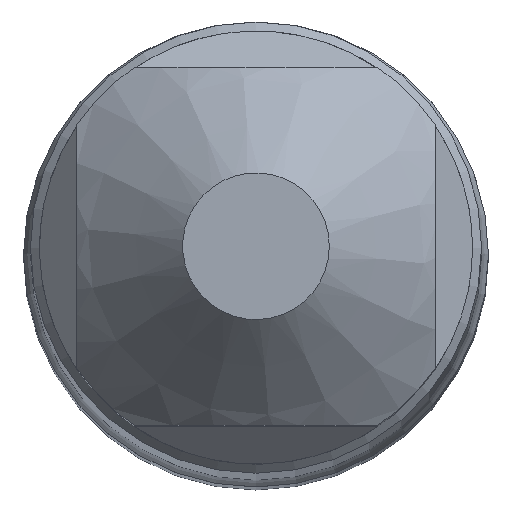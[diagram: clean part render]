
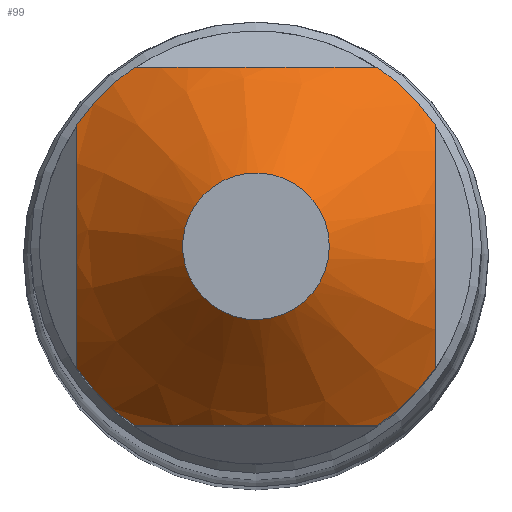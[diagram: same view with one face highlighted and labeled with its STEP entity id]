
A CAD part, top view. The second image highlights one B-rep face of the part: STEP entity #99.
In plain terms, the highlighted conical face has half-angle 45 degrees and reference radius 0.512 mm.
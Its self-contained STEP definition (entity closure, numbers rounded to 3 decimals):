
#94=CONICAL_SURFACE('',#362,0.512,45.);
#99=ADVANCED_FACE('',(#124,#125),#94,.T.);
#124=FACE_BOUND('',#142,.T.);
#125=FACE_BOUND('',#143,.T.);
#142=EDGE_LOOP('',(#170));
#143=EDGE_LOOP('',(#171,#172,#173,#174,#175,#176,#177,#178));
#170=ORIENTED_EDGE('',*,*,#262,.F.);
#171=ORIENTED_EDGE('',*,*,#263,.T.);
#172=ORIENTED_EDGE('',*,*,#264,.T.);
#173=ORIENTED_EDGE('',*,*,#265,.T.);
#174=ORIENTED_EDGE('',*,*,#266,.T.);
#175=ORIENTED_EDGE('',*,*,#267,.T.);
#176=ORIENTED_EDGE('',*,*,#268,.T.);
#177=ORIENTED_EDGE('',*,*,#269,.T.);
#178=ORIENTED_EDGE('',*,*,#270,.T.);
#236=VERTEX_POINT('',#514);
#237=VERTEX_POINT('',#516);
#238=VERTEX_POINT('',#517);
#239=VERTEX_POINT('',#524);
#240=VERTEX_POINT('',#526);
#241=VERTEX_POINT('',#533);
#242=VERTEX_POINT('',#535);
#243=VERTEX_POINT('',#542);
#244=VERTEX_POINT('',#544);
#262=EDGE_CURVE('',#236,#236,#295,.T.);
#263=EDGE_CURVE('',#237,#238,#296,.T.);
#264=EDGE_CURVE('',#238,#239,#315,.T.);
#265=EDGE_CURVE('',#239,#240,#297,.T.);
#266=EDGE_CURVE('',#240,#241,#316,.T.);
#267=EDGE_CURVE('',#241,#242,#298,.T.);
#268=EDGE_CURVE('',#242,#243,#317,.T.);
#269=EDGE_CURVE('',#243,#244,#299,.T.);
#270=EDGE_CURVE('',#244,#237,#318,.T.);
#295=CIRCLE('',#357,0.512);
#296=CIRCLE('',#358,1.512);
#297=CIRCLE('',#359,1.512);
#298=CIRCLE('',#360,1.512);
#299=CIRCLE('',#361,1.512);
#315=B_SPLINE_CURVE_WITH_KNOTS('',3,(#518,#519,#520,#521,#522,#523),
 .UNSPECIFIED.,.F.,.F.,(4,2,4),(0.,0.5,1.),.UNSPECIFIED.);
#316=B_SPLINE_CURVE_WITH_KNOTS('',3,(#527,#528,#529,#530,#531,#532),
 .UNSPECIFIED.,.F.,.F.,(4,2,4),(0.,0.5,1.),.UNSPECIFIED.);
#317=B_SPLINE_CURVE_WITH_KNOTS('',3,(#536,#537,#538,#539,#540,#541),
 .UNSPECIFIED.,.F.,.F.,(4,2,4),(0.,0.5,1.),.UNSPECIFIED.);
#318=B_SPLINE_CURVE_WITH_KNOTS('',3,(#545,#546,#547,#548,#549,#550),
 .UNSPECIFIED.,.F.,.F.,(4,2,4),(0.,0.5,1.),.UNSPECIFIED.);
#357=AXIS2_PLACEMENT_3D('',#513,#405,#406);
#358=AXIS2_PLACEMENT_3D('',#515,#407,#408);
#359=AXIS2_PLACEMENT_3D('',#525,#409,#410);
#360=AXIS2_PLACEMENT_3D('',#534,#411,#412);
#361=AXIS2_PLACEMENT_3D('',#543,#413,#414);
#362=AXIS2_PLACEMENT_3D('',#551,#415,#416);
#405=DIRECTION('',(0.,0.,1.));
#406=DIRECTION('',(1.,0.,0.));
#407=DIRECTION('',(0.,0.,1.));
#408=DIRECTION('',(-1.,0.,0.));
#409=DIRECTION('',(0.,0.,1.));
#410=DIRECTION('',(-1.,0.,0.));
#411=DIRECTION('',(0.,0.,1.));
#412=DIRECTION('',(-1.,0.,0.));
#413=DIRECTION('',(0.,0.,1.));
#414=DIRECTION('',(-1.,0.,0.));
#415=DIRECTION('',(0.,0.,-1.));
#416=DIRECTION('',(-1.,0.,0.));
#513=CARTESIAN_POINT('',(0.,0.,0.));
#514=CARTESIAN_POINT('',(0.512,0.,0.));
#515=CARTESIAN_POINT('',(0.,0.,-1.));
#516=CARTESIAN_POINT('',(0.851,-1.25,-1.));
#517=CARTESIAN_POINT('',(1.25,-0.851,-1.));
#518=CARTESIAN_POINT('',(1.25,-0.851,-1.));
#519=CARTESIAN_POINT('',(1.25,-0.589,-0.853));
#520=CARTESIAN_POINT('',(1.25,-0.299,-0.738));
#521=CARTESIAN_POINT('',(1.25,0.299,-0.738));
#522=CARTESIAN_POINT('',(1.25,0.589,-0.853));
#523=CARTESIAN_POINT('',(1.25,0.851,-1.));
#524=CARTESIAN_POINT('',(1.25,0.851,-1.));
#525=CARTESIAN_POINT('',(0.,0.,-1.));
#526=CARTESIAN_POINT('',(0.851,1.25,-1.));
#527=CARTESIAN_POINT('',(0.851,1.25,-1.));
#528=CARTESIAN_POINT('',(0.589,1.25,-0.853));
#529=CARTESIAN_POINT('',(0.299,1.25,-0.738));
#530=CARTESIAN_POINT('',(-0.299,1.25,-0.738));
#531=CARTESIAN_POINT('',(-0.589,1.25,-0.853));
#532=CARTESIAN_POINT('',(-0.851,1.25,-1.));
#533=CARTESIAN_POINT('',(-0.851,1.25,-1.));
#534=CARTESIAN_POINT('',(0.,0.,-1.));
#535=CARTESIAN_POINT('',(-1.25,0.851,-1.));
#536=CARTESIAN_POINT('',(-1.25,0.851,-1.));
#537=CARTESIAN_POINT('',(-1.25,0.589,-0.853));
#538=CARTESIAN_POINT('',(-1.25,0.299,-0.738));
#539=CARTESIAN_POINT('',(-1.25,-0.299,-0.738));
#540=CARTESIAN_POINT('',(-1.25,-0.589,-0.853));
#541=CARTESIAN_POINT('',(-1.25,-0.851,-1.));
#542=CARTESIAN_POINT('',(-1.25,-0.851,-1.));
#543=CARTESIAN_POINT('',(0.,0.,-1.));
#544=CARTESIAN_POINT('',(-0.851,-1.25,-1.));
#545=CARTESIAN_POINT('',(-0.851,-1.25,-1.));
#546=CARTESIAN_POINT('',(-0.589,-1.25,-0.853));
#547=CARTESIAN_POINT('',(-0.299,-1.25,-0.738));
#548=CARTESIAN_POINT('',(0.299,-1.25,-0.738));
#549=CARTESIAN_POINT('',(0.589,-1.25,-0.853));
#550=CARTESIAN_POINT('',(0.851,-1.25,-1.));
#551=CARTESIAN_POINT('',(0.,0.,0.));
